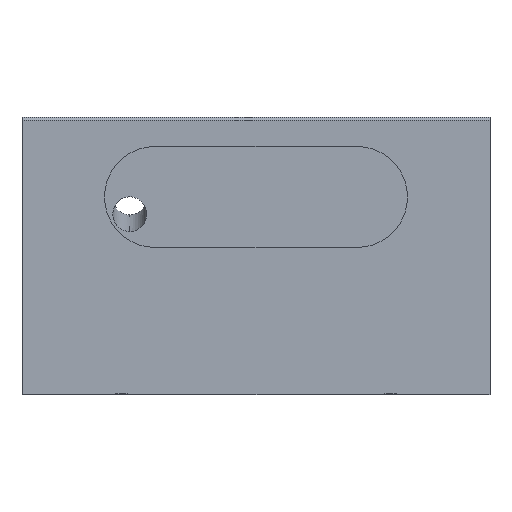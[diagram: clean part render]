
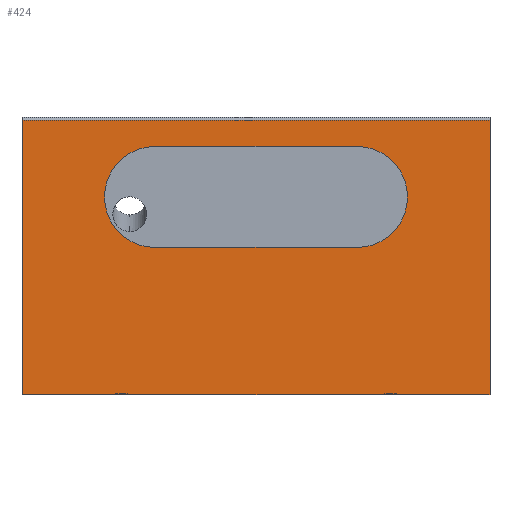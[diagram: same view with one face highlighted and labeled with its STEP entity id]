
A CAD part, top view. The second image highlights one B-rep face of the part: STEP entity #424.
In plain terms, the highlighted planar face has unit normal (0, 0, 1).
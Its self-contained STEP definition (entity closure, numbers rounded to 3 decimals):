
#1 = CARTESIAN_POINT ( 'NONE',  ( 22.9, 11.75, 6.9 ) ) ;
#4 = CARTESIAN_POINT ( 'NONE',  ( 7.9, 8.75, 6.9 ) ) ;
#16 = CARTESIAN_POINT ( 'NONE',  ( 27.8, 0., 6.9 ) ) ;
#23 = VECTOR ( 'NONE', #679, 1000. ) ;
#38 = CARTESIAN_POINT ( 'NONE',  ( 5.9, 0.075, 6.9 ) ) ;
#46 = CARTESIAN_POINT ( 'NONE',  ( 5.44, 0.049, 6.9 ) ) ;
#52 = CARTESIAN_POINT ( 'NONE',  ( 27.8, 8.75, 6.9 ) ) ;
#63 = CARTESIAN_POINT ( 'NONE',  ( 27.8, 0., 6.9 ) ) ;
#64 = EDGE_LOOP ( 'NONE', ( #358, #1163, #1051, #1093, #876 ) ) ;
#93 = LINE ( 'NONE', #52, #1106 ) ;
#102 = AXIS2_PLACEMENT_3D ( 'NONE', #332, #735, #1099 ) ;
#110 = VERTEX_POINT ( 'NONE', #416 ) ;
#113 = CARTESIAN_POINT ( 'NONE',  ( 27.8, 0., 6.9 ) ) ;
#124 = VERTEX_POINT ( 'NONE', #1024 ) ;
#127 = CARTESIAN_POINT ( 'NONE',  ( 19.9, 11.75, 6.9 ) ) ;
#141 = CARTESIAN_POINT ( 'NONE',  ( 5.214, 0., 6.9 ) ) ;
#142 = CARTESIAN_POINT ( 'NONE',  ( 19.9, 14.75, 6.9 ) ) ;
#145 = CIRCLE ( 'NONE', #957, 3. ) ;
#152 = VERTEX_POINT ( 'NONE', #223 ) ;
#163 = EDGE_CURVE ( 'NONE', #942, #152, #93, .T. ) ;
#164 = VECTOR ( 'NONE', #1173, 1000. ) ;
#201 = CARTESIAN_POINT ( 'NONE',  ( 21.214, 0., 6.9 ) ) ;
#208 = EDGE_CURVE ( 'NONE', #1260, #1263, #544, .T. ) ;
#222 = CARTESIAN_POINT ( 'NONE',  ( 6.36, 0.049, 6.9 ) ) ;
#223 = CARTESIAN_POINT ( 'NONE',  ( 19.9, 8.75, 6.9 ) ) ;
#245 = CARTESIAN_POINT ( 'NONE',  ( 22.586, 0., 6.9 ) ) ;
#252 = CARTESIAN_POINT ( 'NONE',  ( 5.669, 0.075, 6.9 ) ) ;
#253 = CARTESIAN_POINT ( 'NONE',  ( 27.8, 16.3, 6.9 ) ) ;
#254 = CARTESIAN_POINT ( 'NONE',  ( 22.586, 0., 6.9 ) ) ;
#255 = AXIS2_PLACEMENT_3D ( 'NONE', #664, #463, #877 ) ;
#268 = DIRECTION ( 'NONE',  ( 0., 1., 0. ) ) ;
#311 = VERTEX_POINT ( 'NONE', #1044 ) ;
#316 = EDGE_CURVE ( 'NONE', #311, #690, #649, .T. ) ;
#332 = CARTESIAN_POINT ( 'NONE',  ( 7.9, 11.75, 6.9 ) ) ;
#336 = CARTESIAN_POINT ( 'NONE',  ( 5.9, 0.075, 6.9 ) ) ;
#339 = CIRCLE ( 'NONE', #255, 3. ) ;
#345 = ORIENTED_EDGE ( 'NONE', *, *, #710, .T. ) ;
#354 = LINE ( 'NONE', #16, #948 ) ;
#358 = ORIENTED_EDGE ( 'NONE', *, *, #163, .F. ) ;
#374 = PLANE ( 'NONE',  #828 ) ;
#398 = VECTOR ( 'NONE', #791, 1000. ) ;
#405 = EDGE_CURVE ( 'NONE', #1179, #446, #1192, .T. ) ;
#406 = CARTESIAN_POINT ( 'NONE',  ( 21.669, 0.075, 6.9 ) ) ;
#416 = CARTESIAN_POINT ( 'NONE',  ( 21.214, 0., 6.9 ) ) ;
#424 = ADVANCED_FACE ( 'NONE', ( #935, #430 ), #374, .F. ) ;
#429 = EDGE_CURVE ( 'NONE', #1285, #580, #491, .T. ) ;
#430 = FACE_OUTER_BOUND ( 'NONE', #1057, .T. ) ;
#446 = VERTEX_POINT ( 'NONE', #480 ) ;
#451 = B_SPLINE_CURVE_WITH_KNOTS ( 'NONE', 3,
 ( #201, #614, #406, #722 ),
 .UNSPECIFIED., .F., .F.,
 ( 4, 4 ),
 ( 0., 0.001 ),
 .UNSPECIFIED. ) ;
#452 = DIRECTION ( 'NONE',  ( -1., 0., 0. ) ) ;
#463 = DIRECTION ( 'NONE',  ( 0., 0., 1. ) ) ;
#480 = CARTESIAN_POINT ( 'NONE',  ( 7.9, 14.75, 6.9 ) ) ;
#482 = CARTESIAN_POINT ( 'NONE',  ( 5.9, 0.075, 6.9 ) ) ;
#491 = LINE ( 'NONE', #1185, #398 ) ;
#501 = LINE ( 'NONE', #771, #634 ) ;
#505 = CARTESIAN_POINT ( 'NONE',  ( 0., 0., 6.9 ) ) ;
#536 = LINE ( 'NONE', #574, #805 ) ;
#544 = B_SPLINE_CURVE_WITH_KNOTS ( 'NONE', 3,
 ( #141, #46, #252, #38 ),
 .UNSPECIFIED., .F., .F.,
 ( 4, 4 ),
 ( -0.001, 0. ),
 .UNSPECIFIED. ) ;
#545 = VERTEX_POINT ( 'NONE', #1168 ) ;
#574 = CARTESIAN_POINT ( 'NONE',  ( 0., 16.3, 6.9 ) ) ;
#580 = VERTEX_POINT ( 'NONE', #113 ) ;
#610 = ORIENTED_EDGE ( 'NONE', *, *, #208, .T. ) ;
#614 = CARTESIAN_POINT ( 'NONE',  ( 21.44, 0.049, 6.9 ) ) ;
#634 = VECTOR ( 'NONE', #1264, 1000. ) ;
#640 = ORIENTED_EDGE ( 'NONE', *, *, #946, .T. ) ;
#647 = VERTEX_POINT ( 'NONE', #505 ) ;
#649 = B_SPLINE_CURVE_WITH_KNOTS ( 'NONE', 3,
 ( #651, #1035, #1239, #245 ),
 .UNSPECIFIED., .F., .F.,
 ( 4, 4 ),
 ( 0.001, 0.001 ),
 .UNSPECIFIED. ) ;
#651 = CARTESIAN_POINT ( 'NONE',  ( 21.9, 0.075, 6.9 ) ) ;
#664 = CARTESIAN_POINT ( 'NONE',  ( 19.9, 11.75, 6.9 ) ) ;
#673 = CARTESIAN_POINT ( 'NONE',  ( 27.8, 16.3, 6.9 ) ) ;
#679 = DIRECTION ( 'NONE',  ( -1., 0., 0. ) ) ;
#680 = ORIENTED_EDGE ( 'NONE', *, *, #316, .T. ) ;
#687 = CARTESIAN_POINT ( 'NONE',  ( 27.8, 16.3, 6.9 ) ) ;
#690 = VERTEX_POINT ( 'NONE', #254 ) ;
#696 = LINE ( 'NONE', #253, #164 ) ;
#710 = EDGE_CURVE ( 'NONE', #1263, #124, #951, .T. ) ;
#722 = CARTESIAN_POINT ( 'NONE',  ( 21.9, 0.075, 6.9 ) ) ;
#730 = CARTESIAN_POINT ( 'NONE',  ( 6.586, 0., 6.9 ) ) ;
#735 = DIRECTION ( 'NONE',  ( 0., 0., 1. ) ) ;
#745 = EDGE_CURVE ( 'NONE', #446, #942, #821, .T. ) ;
#769 = ORIENTED_EDGE ( 'NONE', *, *, #1180, .F. ) ;
#771 = CARTESIAN_POINT ( 'NONE',  ( 27.8, 0., 6.9 ) ) ;
#787 = ORIENTED_EDGE ( 'NONE', *, *, #1231, .F. ) ;
#791 = DIRECTION ( 'NONE',  ( 0., -1., 0. ) ) ;
#805 = VECTOR ( 'NONE', #268, 1000. ) ;
#821 = CIRCLE ( 'NONE', #102, 3. ) ;
#822 = DIRECTION ( 'NONE',  ( 1., 0., 0. ) ) ;
#828 = AXIS2_PLACEMENT_3D ( 'NONE', #673, #865, #1064 ) ;
#835 = DIRECTION ( 'NONE',  ( 0., 0., 1. ) ) ;
#842 = DIRECTION ( 'NONE',  ( 1., 0., 0. ) ) ;
#852 = EDGE_CURVE ( 'NONE', #959, #1179, #339, .T. ) ;
#865 = DIRECTION ( 'NONE',  ( 0., 0., -1. ) ) ;
#876 = ORIENTED_EDGE ( 'NONE', *, *, #1036, .F. ) ;
#877 = DIRECTION ( 'NONE',  ( 1., 0., 0. ) ) ;
#878 = EDGE_CURVE ( 'NONE', #580, #690, #1016, .T. ) ;
#888 = ORIENTED_EDGE ( 'NONE', *, *, #974, .F. ) ;
#935 = FACE_BOUND ( 'NONE', #64, .T. ) ;
#942 = VERTEX_POINT ( 'NONE', #4 ) ;
#946 = EDGE_CURVE ( 'NONE', #110, #311, #451, .T. ) ;
#948 = VECTOR ( 'NONE', #1222, 1000. ) ;
#951 = B_SPLINE_CURVE_WITH_KNOTS ( 'NONE', 3,
 ( #336, #960, #222, #730 ),
 .UNSPECIFIED., .F., .F.,
 ( 4, 4 ),
 ( 0., 0.001 ),
 .UNSPECIFIED. ) ;
#957 = AXIS2_PLACEMENT_3D ( 'NONE', #127, #835, #822 ) ;
#959 = VERTEX_POINT ( 'NONE', #1 ) ;
#960 = CARTESIAN_POINT ( 'NONE',  ( 6.131, 0.075, 6.9 ) ) ;
#962 = CARTESIAN_POINT ( 'NONE',  ( 27.8, 14.75, 6.9 ) ) ;
#972 = ORIENTED_EDGE ( 'NONE', *, *, #429, .F. ) ;
#974 = EDGE_CURVE ( 'NONE', #110, #124, #354, .T. ) ;
#1016 = LINE ( 'NONE', #63, #1138 ) ;
#1024 = CARTESIAN_POINT ( 'NONE',  ( 6.586, 0., 6.9 ) ) ;
#1035 = CARTESIAN_POINT ( 'NONE',  ( 22.131, 0.075, 6.9 ) ) ;
#1036 = EDGE_CURVE ( 'NONE', #152, #959, #145, .T. ) ;
#1044 = CARTESIAN_POINT ( 'NONE',  ( 21.9, 0.075, 6.9 ) ) ;
#1051 = ORIENTED_EDGE ( 'NONE', *, *, #405, .F. ) ;
#1057 = EDGE_LOOP ( 'NONE', ( #640, #680, #1245, #972, #769, #1181, #787, #610, #345, #888 ) ) ;
#1064 = DIRECTION ( 'NONE',  ( 0., 1., 0. ) ) ;
#1093 = ORIENTED_EDGE ( 'NONE', *, *, #852, .F. ) ;
#1099 = DIRECTION ( 'NONE',  ( 1., 0., 0. ) ) ;
#1106 = VECTOR ( 'NONE', #842, 1000. ) ;
#1138 = VECTOR ( 'NONE', #452, 1000. ) ;
#1163 = ORIENTED_EDGE ( 'NONE', *, *, #745, .F. ) ;
#1168 = CARTESIAN_POINT ( 'NONE',  ( 0., 16.3, 6.9 ) ) ;
#1173 = DIRECTION ( 'NONE',  ( 1., 0., 0. ) ) ;
#1179 = VERTEX_POINT ( 'NONE', #142 ) ;
#1180 = EDGE_CURVE ( 'NONE', #545, #1285, #696, .T. ) ;
#1181 = ORIENTED_EDGE ( 'NONE', *, *, #1273, .F. ) ;
#1185 = CARTESIAN_POINT ( 'NONE',  ( 27.8, 16.3, 6.9 ) ) ;
#1192 = LINE ( 'NONE', #962, #23 ) ;
#1222 = DIRECTION ( 'NONE',  ( -1., 0., 0. ) ) ;
#1231 = EDGE_CURVE ( 'NONE', #1260, #647, #501, .T. ) ;
#1239 = CARTESIAN_POINT ( 'NONE',  ( 22.36, 0.049, 6.9 ) ) ;
#1245 = ORIENTED_EDGE ( 'NONE', *, *, #878, .F. ) ;
#1260 = VERTEX_POINT ( 'NONE', #1278 ) ;
#1263 = VERTEX_POINT ( 'NONE', #482 ) ;
#1264 = DIRECTION ( 'NONE',  ( -1., 0., 0. ) ) ;
#1273 = EDGE_CURVE ( 'NONE', #647, #545, #536, .T. ) ;
#1278 = CARTESIAN_POINT ( 'NONE',  ( 5.214, 0., 6.9 ) ) ;
#1285 = VERTEX_POINT ( 'NONE', #687 ) ;
